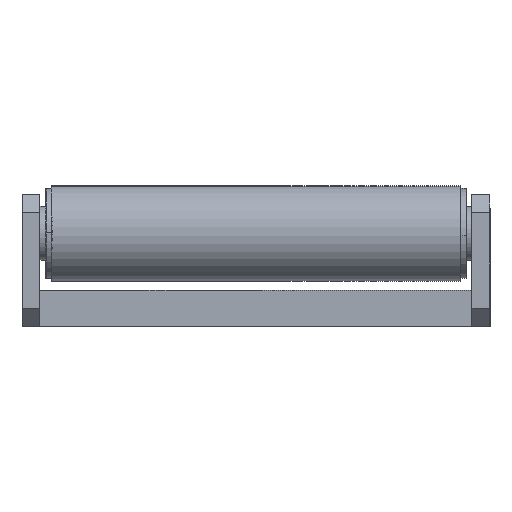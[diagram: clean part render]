
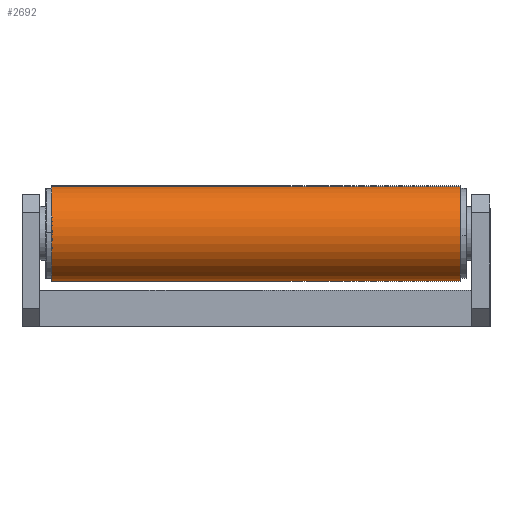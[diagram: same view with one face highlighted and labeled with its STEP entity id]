
A CAD part, front view. The second image highlights one B-rep face of the part: STEP entity #2692.
In plain terms, the highlighted cylindrical face has radius 8 mm (diameter 16 mm), a partial arc.
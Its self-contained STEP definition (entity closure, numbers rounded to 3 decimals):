
#28 = DIRECTION ( 'NONE',  ( 1., 0., 0. ) ) ;
#81 = EDGE_LOOP ( 'NONE', ( #407, #2670, #1570, #1740 ) ) ;
#135 = DIRECTION ( 'NONE',  ( 0., 0., -1. ) ) ;
#299 = DIRECTION ( 'NONE',  ( 0., 0., -1. ) ) ;
#407 = ORIENTED_EDGE ( 'NONE', *, *, #2123, .F. ) ;
#477 = DIRECTION ( 'NONE',  ( 1., 0., 0. ) ) ;
#560 = AXIS2_PLACEMENT_3D ( 'NONE', #1650, #477, #781 ) ;
#687 = VERTEX_POINT ( 'NONE', #3085 ) ;
#781 = DIRECTION ( 'NONE',  ( 0., 0., -1. ) ) ;
#871 = CIRCLE ( 'NONE', #560, 8. ) ;
#1038 = DIRECTION ( 'NONE',  ( 1., 0., 0. ) ) ;
#1314 = FACE_OUTER_BOUND ( 'NONE', #81, .T. ) ;
#1347 = EDGE_CURVE ( 'NONE', #1588, #687, #1462, .T. ) ;
#1383 = LINE ( 'NONE', #1932, #2479 ) ;
#1462 = CIRCLE ( 'NONE', #1523, 8. ) ;
#1476 = CARTESIAN_POINT ( 'NONE',  ( 0., 0., 8. ) ) ;
#1523 = AXIS2_PLACEMENT_3D ( 'NONE', #3642, #2430, #135 ) ;
#1546 = VERTEX_POINT ( 'NONE', #3575 ) ;
#1570 = ORIENTED_EDGE ( 'NONE', *, *, #1705, .T. ) ;
#1588 = VERTEX_POINT ( 'NONE', #2626 ) ;
#1650 = CARTESIAN_POINT ( 'NONE',  ( -15.569, 0., 0. ) ) ;
#1705 = EDGE_CURVE ( 'NONE', #687, #1844, #1383, .T. ) ;
#1740 = ORIENTED_EDGE ( 'NONE', *, *, #2910, .F. ) ;
#1844 = VERTEX_POINT ( 'NONE', #3246 ) ;
#1932 = CARTESIAN_POINT ( 'NONE',  ( 0., 0., -8. ) ) ;
#1942 = VECTOR ( 'NONE', #28, 1000. ) ;
#2123 = EDGE_CURVE ( 'NONE', #1588, #1546, #3124, .T. ) ;
#2430 = DIRECTION ( 'NONE',  ( 1., 0., 0. ) ) ;
#2462 = CYLINDRICAL_SURFACE ( 'NONE', #3682, 8. ) ;
#2479 = VECTOR ( 'NONE', #3534, 1000. ) ;
#2626 = CARTESIAN_POINT ( 'NONE',  ( -83.569, 0., 8. ) ) ;
#2670 = ORIENTED_EDGE ( 'NONE', *, *, #1347, .T. ) ;
#2692 = ADVANCED_FACE ( 'NONE', ( #1314 ), #2462, .T. ) ;
#2910 = EDGE_CURVE ( 'NONE', #1546, #1844, #871, .T. ) ;
#3085 = CARTESIAN_POINT ( 'NONE',  ( -83.569, 0., -8. ) ) ;
#3124 = LINE ( 'NONE', #1476, #1942 ) ;
#3246 = CARTESIAN_POINT ( 'NONE',  ( -15.569, 0., -8. ) ) ;
#3534 = DIRECTION ( 'NONE',  ( 1., 0., 0. ) ) ;
#3575 = CARTESIAN_POINT ( 'NONE',  ( -15.569, 0., 8. ) ) ;
#3603 = CARTESIAN_POINT ( 'NONE',  ( 0., 0., 0. ) ) ;
#3642 = CARTESIAN_POINT ( 'NONE',  ( -83.569, 0., 0. ) ) ;
#3682 = AXIS2_PLACEMENT_3D ( 'NONE', #3603, #1038, #299 ) ;
